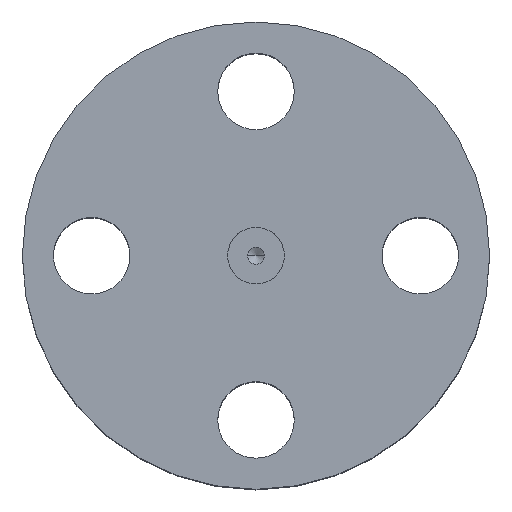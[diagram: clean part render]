
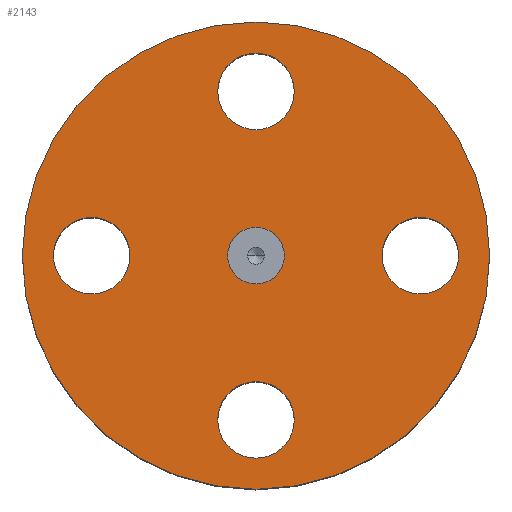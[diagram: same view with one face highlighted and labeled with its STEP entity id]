
A CAD part, top view. The second image highlights one B-rep face of the part: STEP entity #2143.
In plain terms, the highlighted planar face has unit normal (0, 0, 1).
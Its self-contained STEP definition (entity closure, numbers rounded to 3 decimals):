
#1753=CARTESIAN_POINT('Vertex',(41.25,0.,21.2)) ;
#1767=CARTESIAN_POINT('Vertex',(-41.25,0.,21.2)) ;
#1770=CARTESIAN_POINT('Axis2P3D Location',(0.,0.,21.2)) ;
#1787=CARTESIAN_POINT('Axis2P3D Location',(0.,0.,21.2)) ;
#1804=CARTESIAN_POINT('Axis2P3D Location',(29.,0.,21.2)) ;
#1808=CARTESIAN_POINT('Vertex',(22.25,0.,21.2)) ;
#1810=CARTESIAN_POINT('Vertex',(35.75,0.,21.2)) ;
#1839=CARTESIAN_POINT('Axis2P3D Location',(29.,0.,21.2)) ;
#1861=CARTESIAN_POINT('Axis2P3D Location',(0.,-29.,21.2)) ;
#1865=CARTESIAN_POINT('Vertex',(-6.75,-29.,21.2)) ;
#1867=CARTESIAN_POINT('Vertex',(6.75,-29.,21.2)) ;
#1896=CARTESIAN_POINT('Axis2P3D Location',(0.,-29.,21.2)) ;
#1918=CARTESIAN_POINT('Axis2P3D Location',(-29.,0.,21.2)) ;
#1922=CARTESIAN_POINT('Vertex',(-22.25,0.,21.2)) ;
#1924=CARTESIAN_POINT('Vertex',(-35.75,0.,21.2)) ;
#1953=CARTESIAN_POINT('Axis2P3D Location',(-29.,0.,21.2)) ;
#1975=CARTESIAN_POINT('Axis2P3D Location',(0.,29.,21.2)) ;
#1979=CARTESIAN_POINT('Vertex',(-6.75,29.,21.2)) ;
#1981=CARTESIAN_POINT('Vertex',(6.75,29.,21.2)) ;
#2010=CARTESIAN_POINT('Axis2P3D Location',(0.,29.,21.2)) ;
#2032=CARTESIAN_POINT('Axis2P3D Location',(0.,0.,21.2)) ;
#2036=CARTESIAN_POINT('Vertex',(-5.,0.,21.2)) ;
#2038=CARTESIAN_POINT('Vertex',(5.,0.,21.2)) ;
#2067=CARTESIAN_POINT('Axis2P3D Location',(0.,0.,21.2)) ;
#2114=CARTESIAN_POINT('Axis2P3D Location',(0.,0.,21.2)) ;
#1771=DIRECTION('Axis2P3D Direction',(0.,0.,1.)) ;
#1788=DIRECTION('Axis2P3D Direction',(0.,0.,1.)) ;
#1805=DIRECTION('Axis2P3D Direction',(0.,0.,1.)) ;
#1840=DIRECTION('Axis2P3D Direction',(0.,0.,1.)) ;
#1862=DIRECTION('Axis2P3D Direction',(0.,0.,1.)) ;
#1897=DIRECTION('Axis2P3D Direction',(0.,0.,1.)) ;
#1919=DIRECTION('Axis2P3D Direction',(0.,0.,1.)) ;
#1954=DIRECTION('Axis2P3D Direction',(0.,0.,1.)) ;
#1976=DIRECTION('Axis2P3D Direction',(0.,0.,1.)) ;
#2011=DIRECTION('Axis2P3D Direction',(0.,0.,1.)) ;
#2033=DIRECTION('Axis2P3D Direction',(0.,0.,1.)) ;
#2068=DIRECTION('Axis2P3D Direction',(0.,0.,1.)) ;
#2115=DIRECTION('Axis2P3D Direction',(0.,0.,1.)) ;
#2116=DIRECTION('Axis2P3D XDirection',(1.,0.,0.)) ;
#1772=AXIS2_PLACEMENT_3D('Circle Axis2P3D',#1770,#1771,$) ;
#1789=AXIS2_PLACEMENT_3D('Circle Axis2P3D',#1787,#1788,$) ;
#1806=AXIS2_PLACEMENT_3D('Circle Axis2P3D',#1804,#1805,$) ;
#1841=AXIS2_PLACEMENT_3D('Circle Axis2P3D',#1839,#1840,$) ;
#1863=AXIS2_PLACEMENT_3D('Circle Axis2P3D',#1861,#1862,$) ;
#1898=AXIS2_PLACEMENT_3D('Circle Axis2P3D',#1896,#1897,$) ;
#1920=AXIS2_PLACEMENT_3D('Circle Axis2P3D',#1918,#1919,$) ;
#1955=AXIS2_PLACEMENT_3D('Circle Axis2P3D',#1953,#1954,$) ;
#1977=AXIS2_PLACEMENT_3D('Circle Axis2P3D',#1975,#1976,$) ;
#2012=AXIS2_PLACEMENT_3D('Circle Axis2P3D',#2010,#2011,$) ;
#2034=AXIS2_PLACEMENT_3D('Circle Axis2P3D',#2032,#2033,$) ;
#2069=AXIS2_PLACEMENT_3D('Circle Axis2P3D',#2067,#2068,$) ;
#2117=AXIS2_PLACEMENT_3D('Plane Axis2P3D',#2114,#2115,#2116) ;
#1773=CIRCLE('generated circle',#1772,41.25) ;
#1790=CIRCLE('generated circle',#1789,41.25) ;
#1807=CIRCLE('generated circle',#1806,6.75) ;
#1842=CIRCLE('generated circle',#1841,6.75) ;
#1864=CIRCLE('generated circle',#1863,6.75) ;
#1899=CIRCLE('generated circle',#1898,6.75) ;
#1921=CIRCLE('generated circle',#1920,6.75) ;
#1956=CIRCLE('generated circle',#1955,6.75) ;
#1978=CIRCLE('generated circle',#1977,6.75) ;
#2013=CIRCLE('generated circle',#2012,6.75) ;
#2035=CIRCLE('generated circle',#2034,5.) ;
#2070=CIRCLE('generated circle',#2069,5.) ;
#2118=PLANE('',#2117) ;
#2126=FACE_BOUND('',#2123,.T.) ;
#2130=FACE_BOUND('',#2127,.T.) ;
#2134=FACE_BOUND('',#2131,.T.) ;
#2138=FACE_BOUND('',#2135,.T.) ;
#2142=FACE_BOUND('',#2139,.T.) ;
#1774=EDGE_CURVE('',#1754,#1768,#1773,.T.) ;
#1791=EDGE_CURVE('',#1768,#1754,#1790,.T.) ;
#1812=EDGE_CURVE('',#1809,#1811,#1807,.T.) ;
#1843=EDGE_CURVE('',#1811,#1809,#1842,.T.) ;
#1869=EDGE_CURVE('',#1866,#1868,#1864,.T.) ;
#1900=EDGE_CURVE('',#1868,#1866,#1899,.T.) ;
#1926=EDGE_CURVE('',#1923,#1925,#1921,.T.) ;
#1957=EDGE_CURVE('',#1925,#1923,#1956,.T.) ;
#1983=EDGE_CURVE('',#1980,#1982,#1978,.T.) ;
#2014=EDGE_CURVE('',#1982,#1980,#2013,.T.) ;
#2040=EDGE_CURVE('',#2037,#2039,#2035,.T.) ;
#2071=EDGE_CURVE('',#2039,#2037,#2070,.T.) ;
#2120=ORIENTED_EDGE('',*,*,#1774,.T.) ;
#2121=ORIENTED_EDGE('',*,*,#1791,.T.) ;
#2124=ORIENTED_EDGE('',*,*,#1812,.F.) ;
#2125=ORIENTED_EDGE('',*,*,#1843,.F.) ;
#2128=ORIENTED_EDGE('',*,*,#1869,.F.) ;
#2129=ORIENTED_EDGE('',*,*,#1900,.F.) ;
#2132=ORIENTED_EDGE('',*,*,#1926,.F.) ;
#2133=ORIENTED_EDGE('',*,*,#1957,.F.) ;
#2136=ORIENTED_EDGE('',*,*,#1983,.F.) ;
#2137=ORIENTED_EDGE('',*,*,#2014,.F.) ;
#2140=ORIENTED_EDGE('',*,*,#2040,.F.) ;
#2141=ORIENTED_EDGE('',*,*,#2071,.F.) ;
#2119=EDGE_LOOP('',(#2120,#2121)) ;
#2123=EDGE_LOOP('',(#2124,#2125)) ;
#2127=EDGE_LOOP('',(#2128,#2129)) ;
#2131=EDGE_LOOP('',(#2132,#2133)) ;
#2135=EDGE_LOOP('',(#2136,#2137)) ;
#2139=EDGE_LOOP('',(#2140,#2141)) ;
#1754=VERTEX_POINT('',#1753) ;
#1768=VERTEX_POINT('',#1767) ;
#1809=VERTEX_POINT('',#1808) ;
#1811=VERTEX_POINT('',#1810) ;
#1866=VERTEX_POINT('',#1865) ;
#1868=VERTEX_POINT('',#1867) ;
#1923=VERTEX_POINT('',#1922) ;
#1925=VERTEX_POINT('',#1924) ;
#1980=VERTEX_POINT('',#1979) ;
#1982=VERTEX_POINT('',#1981) ;
#2037=VERTEX_POINT('',#2036) ;
#2039=VERTEX_POINT('',#2038) ;
#2143=ADVANCED_FACE('D',(#2122,#2126,#2130,#2134,#2138,#2142),#2118,.T.) ;
#2122=FACE_OUTER_BOUND('',#2119,.T.) ;
